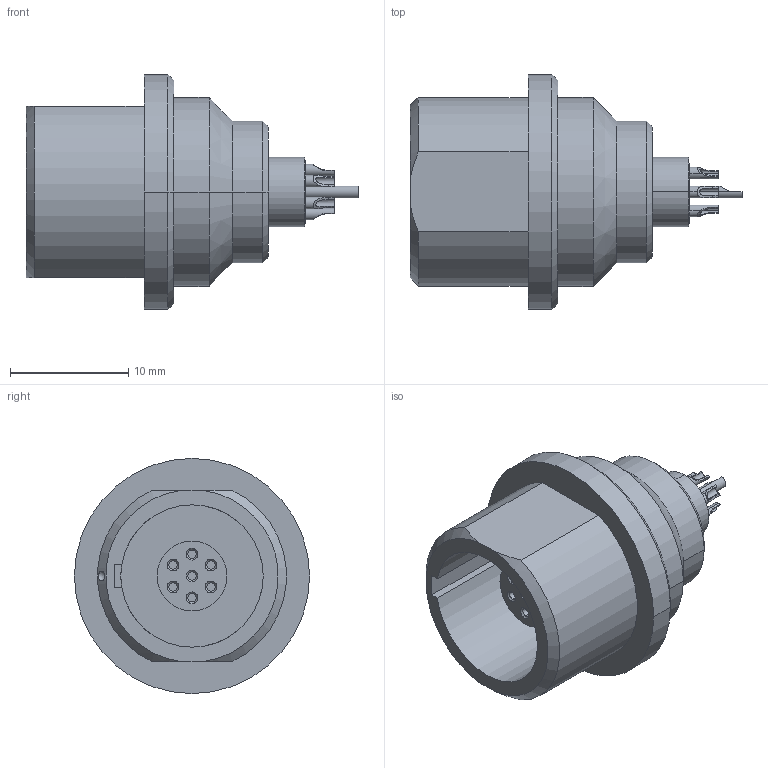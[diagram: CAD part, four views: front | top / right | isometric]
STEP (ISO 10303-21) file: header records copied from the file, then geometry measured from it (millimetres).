
FILE_DESCRIPTION((''),'2;1');
FILE_NAME('G31K0C-P07L','2014-02-05T',('RTrager'),(''),'PRO/ENGINEER BY PARAMETRIC TECHNOLOGY CORPORATION, 2013050','PRO/ENGINEER BY PARAMETRIC TECHNOLOGY CORPORATION, 2013050','');
FILE_SCHEMA(('CONFIG_CONTROL_DESIGN'));
Length unit declared in the file: millimetre
Products named in the file (1): G31K0C-P07L
Bounding box: 28.1 x 19.9 x 19.9 mm (x, y, z)
Volume: 2578.7 mm3; surface area: 2553.4 mm2
Topology: 1 solids, 1 shells, 147 faces, 350 edges, 224 vertices
Faces by surface type: cylinder 69, plane 41, cone 22, bspline 8, torus 6, sphere 1
Entity records: 5391 total; most frequent: CARTESIAN_POINT 1902, DIRECTION 750, ORIENTED_EDGE 696, EDGE_CURVE 348, AXIS2_PLACEMENT_3D 303, VERTEX_POINT 224, EDGE_LOOP 168, CIRCLE 164
